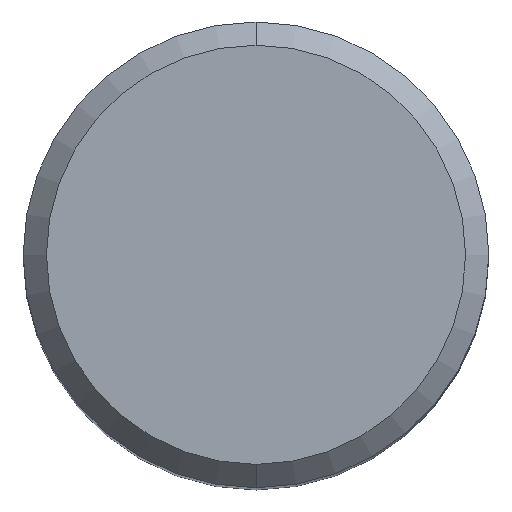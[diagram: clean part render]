
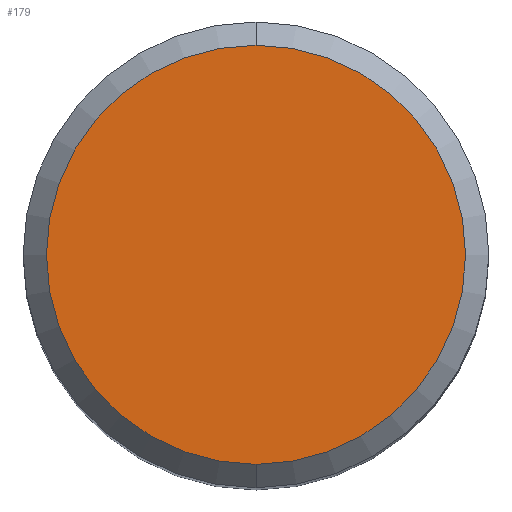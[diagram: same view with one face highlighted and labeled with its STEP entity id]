
A CAD part, top view. The second image highlights one B-rep face of the part: STEP entity #179.
In plain terms, the highlighted planar face has unit normal (0, 0, 1).
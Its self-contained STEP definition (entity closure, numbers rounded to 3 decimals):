
#179=ADVANCED_FACE('',(#471),#472,.T.);
#233=EDGE_CURVE('',#247,#281,#531,.T.);
#247=VERTEX_POINT('',#547);
#281=VERTEX_POINT('',#584);
#405=EDGE_CURVE('',#281,#247,#722,.T.);
#471=FACE_OUTER_BOUND('',#784,.T.);
#472=PLANE('',#785);
#531=CIRCLE('',#882,7.2);
#547=CARTESIAN_POINT('',(0.0,7.2,0.0));
#584=CARTESIAN_POINT('',(0.,-7.2,0.0));
#722=CIRCLE('',#1393,7.2);
#784=EDGE_LOOP('',(#1453,#1454));
#785=AXIS2_PLACEMENT_3D('',#1455,#1456,#1457);
#882=AXIS2_PLACEMENT_3D('',#1515,#1516,#1517);
#1393=AXIS2_PLACEMENT_3D('',#1743,#1744,#1745);
#1453=ORIENTED_EDGE('',*,*,#233,.F.);
#1454=ORIENTED_EDGE('',*,*,#405,.F.);
#1455=CARTESIAN_POINT('',(0.0,3.6,0.0));
#1456=DIRECTION('',(-0.0,0.0,1.0));
#1457=DIRECTION('',(0.0,-1.0,0.0));
#1515=CARTESIAN_POINT('',(0.0,0.0,0.0));
#1516=DIRECTION('',(0.0,0.0,-1.0));
#1517=DIRECTION('',(0.0,1.0,0.0));
#1743=CARTESIAN_POINT('',(0.0,0.0,0.0));
#1744=DIRECTION('',(0.0,0.0,-1.0));
#1745=DIRECTION('',(0.0,1.0,0.0));
